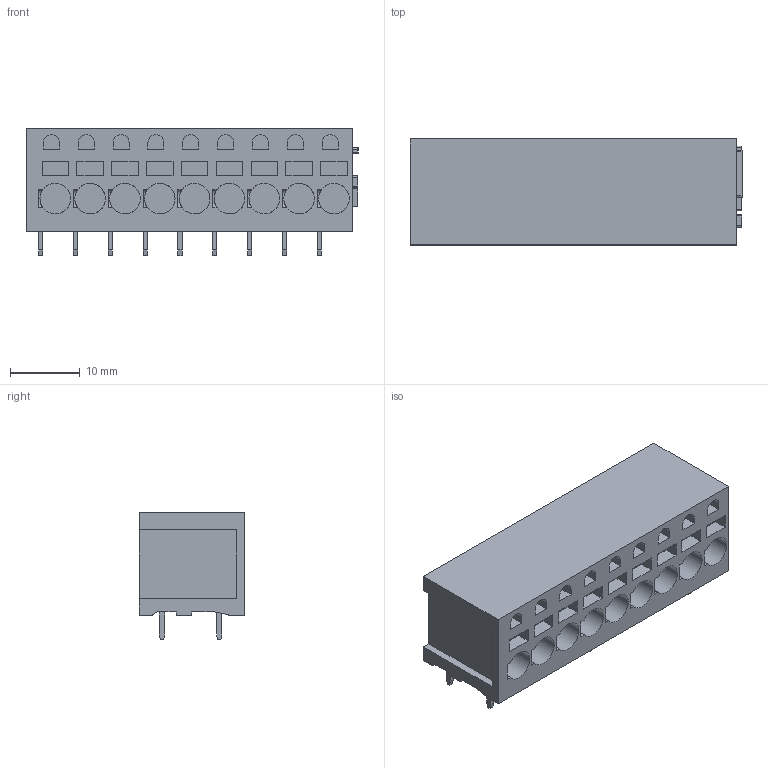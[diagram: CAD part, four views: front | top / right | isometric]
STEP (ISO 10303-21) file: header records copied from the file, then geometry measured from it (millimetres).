
FILE_DESCRIPTION(('CATIA V5 STEP Exchange','CAx-IF Rec.Pracs.--- Model Styling and Organization---1.2---2011-12-15'),'2;1');
FILE_NAME ('D1451207_0', '2018-09-03T05:59:04+00:00', ('none'), ('Weidmueller'), 'CATIA Version 5-6 Release 2014', 'CATIA V5 STEP AP214', 'none');
FILE_SCHEMA(('AUTOMOTIVE_DESIGN { 1 0 10303 214 1 1 1 1 }'));
Length unit declared in the file: millimetre
Products named in the file (1): 1332040000
Bounding box: 47.65 x 15.2 x 18.3 mm (x, y, z)
Volume: 9183.9 mm3; surface area: 4983.6 mm2
Topology: 19 solids, 19 shells, 369 faces, 903 edges, 602 vertices
Faces by surface type: plane 309, cylinder 60
Entity records: 10014 total; most frequent: CARTESIAN_POINT 1853, ORIENTED_EDGE 1806, DIRECTION 1345, EDGE_CURVE 903, VECTOR 747, LINE 747, VERTEX_POINT 602, EDGE_LOOP 399
